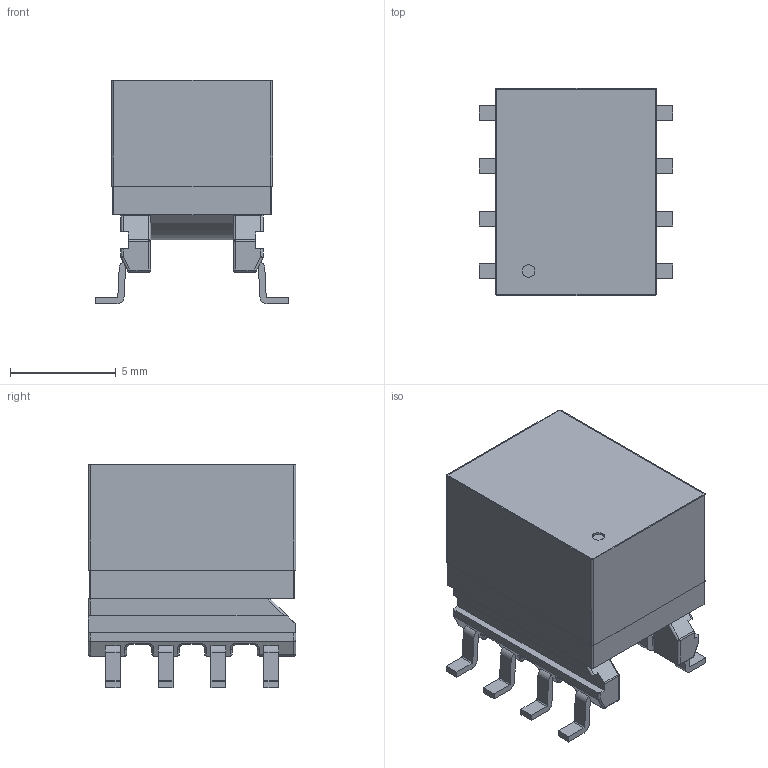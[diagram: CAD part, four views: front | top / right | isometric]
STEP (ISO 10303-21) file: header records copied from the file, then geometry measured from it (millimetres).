
FILE_DESCRIPTION((''),'2;1');
FILE_NAME('XFMR_WURTH_EP7.stp','2014-09-01T15:52:00',(''),(''),'Mechanical Desktop 2011','Mechanical Desktop 2011',', , ');
FILE_SCHEMA(('AUTOMOTIVE_DESIGN { 1 2 10303 214 1 1 1 1 }'));
Length unit declared in the file: millimetre
Products named in the file (1): Product
Bounding box: 9.14 x 9.78 x 10.54 mm (x, y, z)
Volume: 547 mm3; surface area: 980.7 mm2
Topology: 13 solids, 13 shells, 356 faces, 853 edges, 516 vertices
Faces by surface type: cylinder 160, plane 138, bspline 36, torus 12, sphere 10
Entity records: 11480 total; most frequent: CARTESIAN_POINT 3086, DIRECTION 1839, ORIENTED_EDGE 1690, EDGE_CURVE 845, AXIS2_PLACEMENT_3D 673, VERTEX_POINT 516, VECTOR 493, LINE 493
